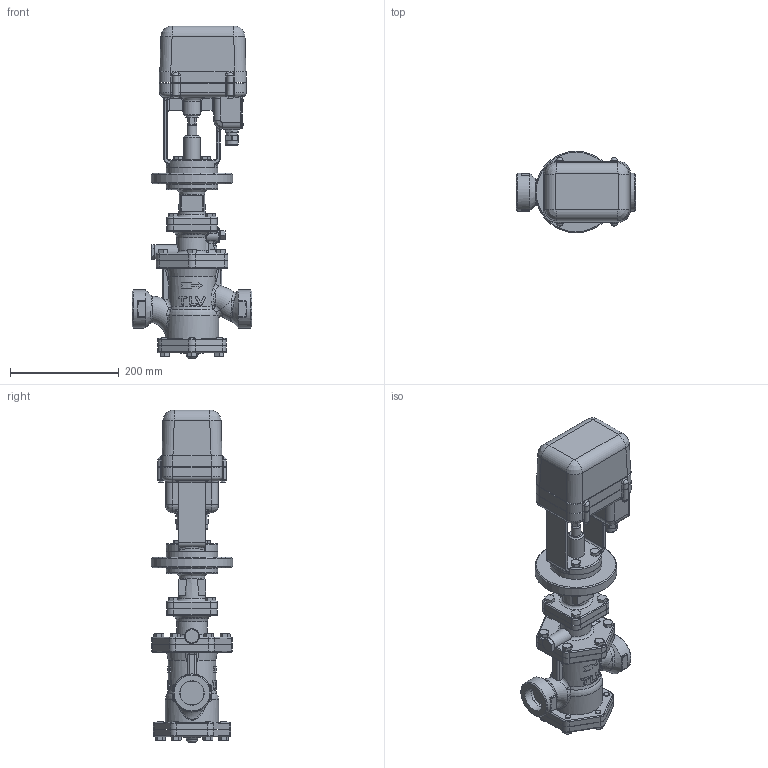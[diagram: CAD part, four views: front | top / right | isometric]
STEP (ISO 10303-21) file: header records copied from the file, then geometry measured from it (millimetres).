
FILE_DESCRIPTION((''),'2;1');
FILE_NAME('ccr3x-040-screw-00.stp','2010-06-24T13:35:51',('nakaot'),(''),'Autodesk Inventor 2008','Autodesk Inventor 2008','');
FILE_SCHEMA(('AUTOMOTIVE_DESIGN { 1 0 10303 214 1 1 1 1 }'));
Length unit declared in the file: millimetre
Products named in the file (1): ccr3x-040-screw-00
Bounding box: 220 x 150 x 610 mm (x, y, z)
Volume: 5644952.8 mm3; surface area: 511367.4 mm2
Topology: 1 solids, 3 shells, 1486 faces, 3529 edges, 2131 vertices
Faces by surface type: plane 546, cylinder 360, bspline 341, cone 149, torus 77, sphere 13
Full cylindrical faces by diameter (mm): 4.6 x4, 5.3 x4, 6 x8, 7 x4, 10 x40, 18 x1, 20 x2, 23 x1, 24 x2, 27 x1, 28 x1, 30 x1, 32 x1, 50 x2, 70 x3, 80 x1, 95 x3, 98 x1, 100 x1, 150 x1
Entity records: 71594 total; most frequent: CARTESIAN_POINT 40424, ORIENTED_EDGE 6580, DIRECTION 6016, EDGE_CURVE 3290, AXIS2_PLACEMENT_3D 2352, VERTEX_POINT 2079, EDGE_LOOP 1815, FACE_OUTER_BOUND 1486
